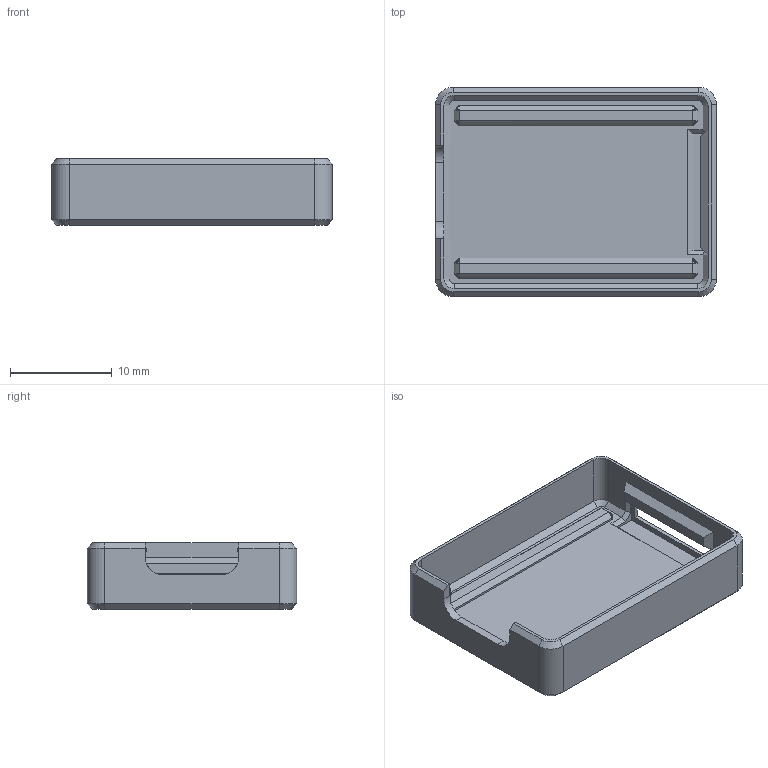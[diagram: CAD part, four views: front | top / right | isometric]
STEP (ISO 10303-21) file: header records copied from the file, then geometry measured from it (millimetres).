
FILE_DESCRIPTION (( 'STEP AP214' ), '1' );
FILE_NAME ('Prog2Bot.STEP', '2023-11-27T18:21:42', ( '' ), ( '' ), 'SwSTEP 2.0', 'SolidWorks 2021', '' );
FILE_SCHEMA (( 'AUTOMOTIVE_DESIGN' ));
Length unit declared in the file: millimetre
Products named in the file (1): Prog2Bot
Bounding box: 27.6 x 20.6 x 6.5 mm (x, y, z)
Volume: 984.4 mm3; surface area: 2159.3 mm2
Topology: 1 solids, 1 shells, 214 faces, 516 edges, 305 vertices
Faces by surface type: bspline 112, plane 79, cone 12, cylinder 11
Entity records: 13856 total; most frequent: CARTESIAN_POINT 9829, ORIENTED_EDGE 1032, EDGE_CURVE 516, DIRECTION 473, VERTEX_POINT 305, B_SPLINE_CURVE_WITH_KNOTS 248, EDGE_LOOP 217, FACE_OUTER_BOUND 214
